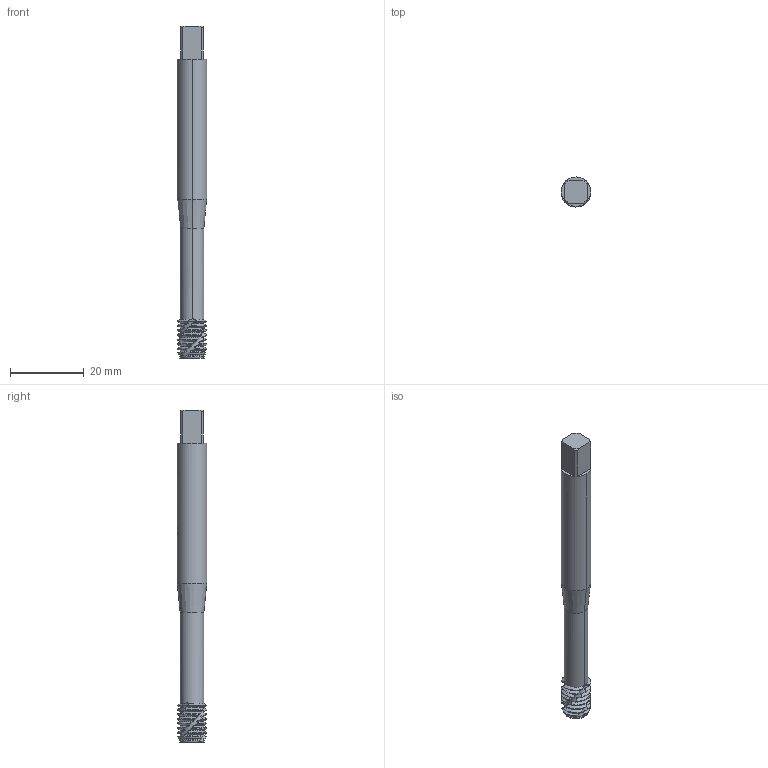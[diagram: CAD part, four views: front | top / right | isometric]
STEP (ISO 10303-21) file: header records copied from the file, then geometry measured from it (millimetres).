
FILE_DESCRIPTION(('no description'),'unknown implementation level');
FILE_NAME('soliddfIN0uZUgN_PtPF1_WNU4x21CFE_1.STP',' ',('CIM GmbH Aachen'),('CADClick - KiM GmbH - www.kimweb.de'),'unknown preprocess','ACIS','unknown authorization');
FILE_SCHEMA(('automotive_design'));
Length unit declared in the file: millimetre
Products named in the file (2): 1; 2
Bounding box: 8 x 8 x 90 mm (x, y, z)
Volume: 3785.6 mm3; surface area: 2720.2 mm2
Topology: 2 solids, 2 shells, 210 faces, 590 edges, 380 vertices
Faces by surface type: cone 99, cylinder 85, plane 17, bspline 6, revolution 3
Entity records: 16941 total; most frequent: CARTESIAN_POINT 5319, STYLED_ITEM 1178, PRESENTATION_STYLE_ASSIGNMENT 1178, COLOUR_RGB 1178, ORIENTED_EDGE 1172, DIRECTION 964, EDGE_CURVE 586, CURVE_STYLE 586
